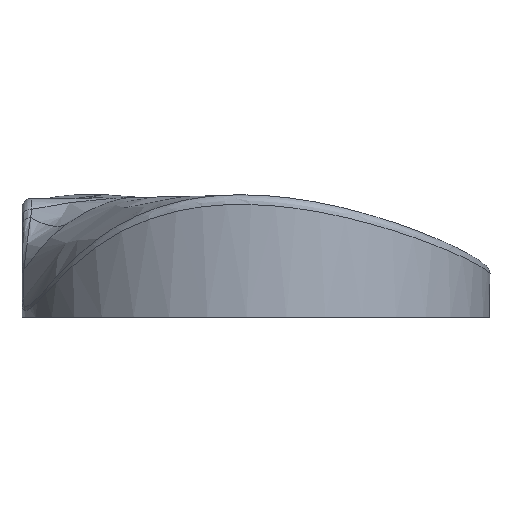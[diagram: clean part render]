
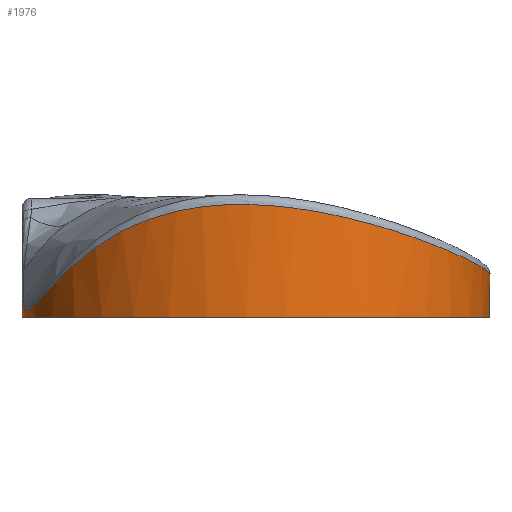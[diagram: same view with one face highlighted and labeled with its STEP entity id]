
A CAD part, left-side view. The second image highlights one B-rep face of the part: STEP entity #1976.
In plain terms, the highlighted cylindrical face has radius 29 mm (diameter 58 mm), a partial arc.
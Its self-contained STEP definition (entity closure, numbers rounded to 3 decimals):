
#194=FACE_OUTER_BOUND('',#314,.T.);
#314=EDGE_LOOP('',(#1801,#1802,#1803,#1804));
#334=CIRCLE('',#2068,29.);
#502=B_SPLINE_CURVE_WITH_KNOTS('',3,(#6886,#6887,#6888,#6889,#6890,#6891,
#6892,#6893,#6894,#6895,#6896,#6897,#6898,#6899,#6900,#6901,#6902,#6903,
#6904),.UNSPECIFIED.,.F.,.F.,(4,1,1,1,1,1,1,1,1,1,1,1,1,1,1,1,4),(-10.318,
-9.95,-9.581,-9.213,-8.936,
-8.844,-7.861,-7.37,-6.387,
-5.896,-5.159,-4.422,-3.931,
-2.948,-1.474,-0.737,0.),
 .UNSPECIFIED.);
#595=LINE('',#4297,#705);
#606=LINE('',#6906,#716);
#705=VECTOR('',#2410,10.);
#716=VECTOR('',#2503,10.);
#853=VERTEX_POINT('',#4082);
#854=VERTEX_POINT('',#4084);
#879=VERTEX_POINT('',#4296);
#905=VERTEX_POINT('',#6591);
#1091=EDGE_CURVE('',#854,#853,#334,.T.);
#1121=EDGE_CURVE('',#879,#854,#595,.T.);
#1198=EDGE_CURVE('',#879,#905,#502,.T.);
#1199=EDGE_CURVE('',#905,#853,#606,.T.);
#1801=ORIENTED_EDGE('',*,*,#1198,.F.);
#1802=ORIENTED_EDGE('',*,*,#1121,.T.);
#1803=ORIENTED_EDGE('',*,*,#1091,.T.);
#1804=ORIENTED_EDGE('',*,*,#1199,.F.);
#1860=CYLINDRICAL_SURFACE('',#2133,29.);
#1976=ADVANCED_FACE('',(#194),#1860,.T.);
#2068=AXIS2_PLACEMENT_3D('',#4085,#2367,#2368);
#2133=AXIS2_PLACEMENT_3D('',#6989,#2530,#2531);
#2367=DIRECTION('center_axis',(0.,0.,
1.));
#2368=DIRECTION('ref_axis',(0.69,-0.724,0.));
#2410=DIRECTION('',(0.,0.,-1.));
#2503=DIRECTION('',(0.,0.,-1.));
#2530=DIRECTION('center_axis',(0.,0.,
-1.));
#2531=DIRECTION('ref_axis',(-0.977,-0.214,0.));
#4082=CARTESIAN_POINT('',(-84.909,-71.335,15.848));
#4084=CARTESIAN_POINT('',(-97.011,-15.981,15.848));
#4085=CARTESIAN_POINT('Origin',(-97.011,-44.981,15.848));
#4296=CARTESIAN_POINT('',(-97.011,-15.981,17.573));
#4297=CARTESIAN_POINT('',(-97.011,-15.981,30.148));
#6591=CARTESIAN_POINT('',(-84.909,-71.335,21.341));
#6886=CARTESIAN_POINT('Ctrl Pts',(-97.011,-15.981,17.573));
#6887=CARTESIAN_POINT('Ctrl Pts',(-98.22,-15.981,17.167));
#6888=CARTESIAN_POINT('Ctrl Pts',(-100.729,-16.133,16.569));
#6889=CARTESIAN_POINT('Ctrl Pts',(-104.547,-16.89,16.747));
#6890=CARTESIAN_POINT('Ctrl Pts',(-107.74,-17.981,17.804));
#6891=CARTESIAN_POINT('Ctrl Pts',(-109.844,-18.954,18.855));
#6892=CARTESIAN_POINT('Ctrl Pts',(-113.499,-20.92,20.974));
#6893=CARTESIAN_POINT('Ctrl Pts',(-117.166,-23.767,23.777));
#6894=CARTESIAN_POINT('Ctrl Pts',(-122.008,-29.692,27.48));
#6895=CARTESIAN_POINT('Ctrl Pts',(-124.865,-35.729,29.431));
#6896=CARTESIAN_POINT('Ctrl Pts',(-126.207,-43.341,29.986));
#6897=CARTESIAN_POINT('Ctrl Pts',(-125.875,-50.22,29.463));
#6898=CARTESIAN_POINT('Ctrl Pts',(-123.805,-56.656,28.139));
#6899=CARTESIAN_POINT('Ctrl Pts',(-120.054,-63.119,26.311));
#6900=CARTESIAN_POINT('Ctrl Pts',(-113.024,-70.244,23.645));
#6901=CARTESIAN_POINT('Ctrl Pts',(-102.517,-74.267,21.409));
#6902=CARTESIAN_POINT('Ctrl Pts',(-92.161,-73.919,20.837));
#6903=CARTESIAN_POINT('Ctrl Pts',(-87.225,-72.399,21.09));
#6904=CARTESIAN_POINT('Ctrl Pts',(-84.909,-71.335,21.341));
#6906=CARTESIAN_POINT('',(-84.909,-71.335,30.148));
#6989=CARTESIAN_POINT('Origin',(-97.011,-44.981,30.148));
